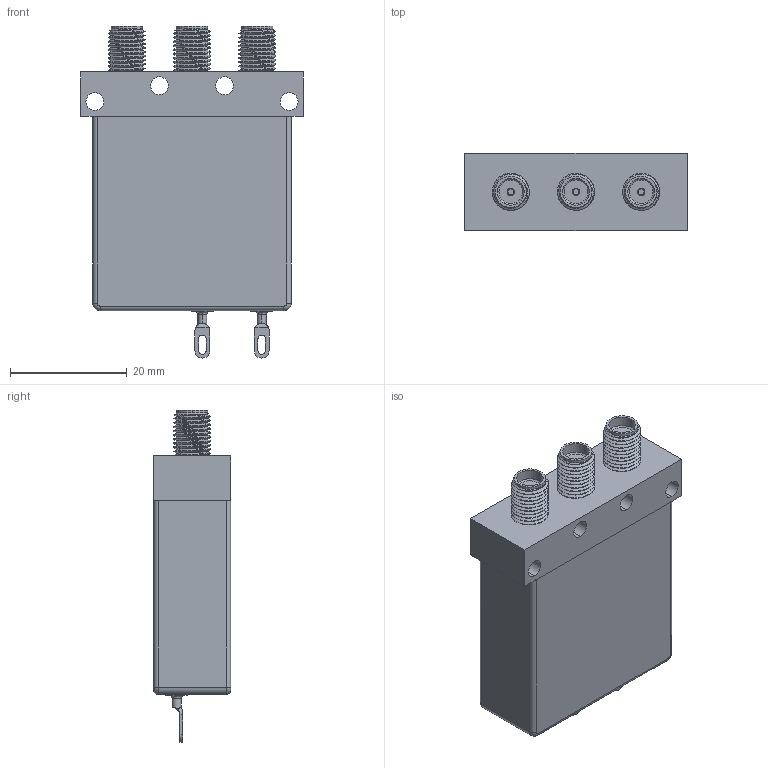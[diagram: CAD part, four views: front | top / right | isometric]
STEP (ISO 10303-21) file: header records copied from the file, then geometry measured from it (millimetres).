
FILE_DESCRIPTION (( 'STEP AP203' ), '1' );
FILE_NAME ('PE71S6392_3D.step', '2020-07-10T14:22:02', ( '' ), ( '' ), 'SwSTEP 2.0', 'SolidWorks 2018', '' );
FILE_SCHEMA (( 'CONFIG_CONTROL_DESIGN' ));
Length unit declared in the file: inch
Products named in the file (1): PE71S6392_3D
Bounding box: 38.1 x 13.26 x 56.9 mm (x, y, z)
Volume: 18969.9 mm3; surface area: 6248.6 mm2
Topology: 1 solids, 1 shells, 1023 faces, 2753 edges, 1822 vertices
Faces by surface type: plane 521, bspline 271, cylinder 208, cone 15, torus 8
Entity records: 48930 total; most frequent: CARTESIAN_POINT 25199, ORIENTED_EDGE 5498, DIRECTION 3863, EDGE_CURVE 2749, VERTEX_POINT 1822, VECTOR 1741, LINE 1741, EDGE_LOOP 1129
